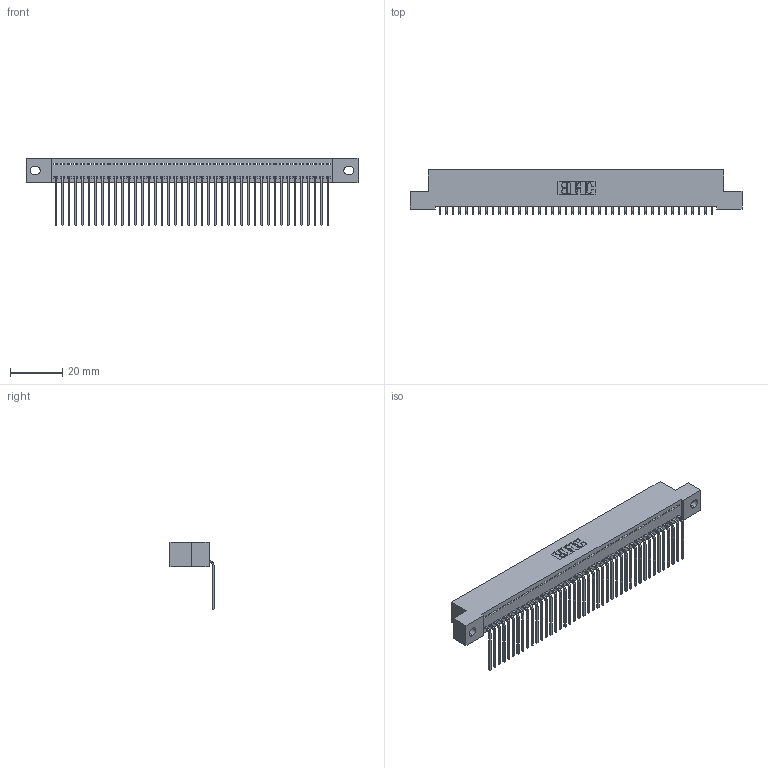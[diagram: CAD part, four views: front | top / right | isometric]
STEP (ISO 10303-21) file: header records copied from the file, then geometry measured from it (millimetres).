
FILE_DESCRIPTION (( 'STEP AP203' ), '1' );
FILE_NAME ('392-042-559-102.STEP', '2018-08-16T14:03:13', ( '' ), ( '' ), 'SwSTEP 2.0', 'SolidWorks 2016', '' );
FILE_SCHEMA (( 'CONFIG_CONTROL_DESIGN' ));
Length unit declared in the file: inch
Products named in the file (3): 342 Part_.128 Slot; 345-292-001_558 559 Tail - 1; 392-042-559-102
Assembly tree (43 placements, depth 2):
  392-042-559-102
    342 Part_.128 Slot
    345-292-001_558 559 Tail - 1  x42
Bounding box: 127 x 16.83 x 25.78 mm (x, y, z)
Volume: 11223.2 mm3; surface area: 17035 mm2
Topology: 43 solids, 43 shells, 2634 faces, 7955 edges, 5246 vertices
Faces by surface type: plane 1918, cylinder 716
Entity records: 25763 total; most frequent: CARTESIAN_POINT 4452, ORIENTED_EDGE 4430, DIRECTION 3755, EDGE_CURVE 2215, VECTOR 2087, LINE 2087, VERTEX_POINT 1474, AXIS2_PLACEMENT_3D 834
